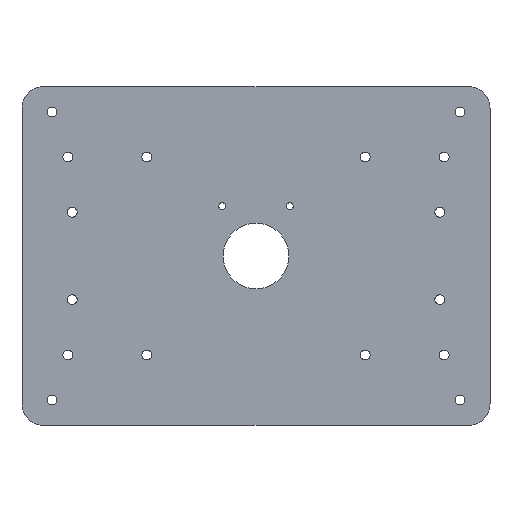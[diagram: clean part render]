
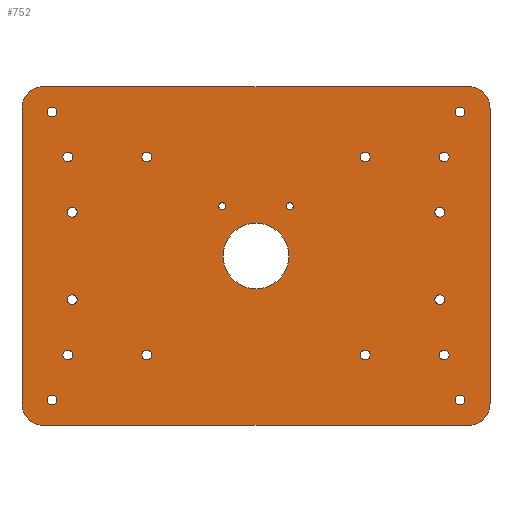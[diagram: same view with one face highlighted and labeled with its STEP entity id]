
A CAD part, top view. The second image highlights one B-rep face of the part: STEP entity #752.
In plain terms, the highlighted planar face has unit normal (0, 0, 1).
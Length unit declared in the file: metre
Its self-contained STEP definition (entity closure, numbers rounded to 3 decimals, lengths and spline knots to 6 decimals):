
#17=PLANE('',#862);
#20=LINE('',#1246,#36);
#24=LINE('',#1258,#40);
#30=LINE('',#1284,#46);
#32=LINE('',#1288,#48);
#36=VECTOR('',#1025,1.);
#40=VECTOR('',#1037,1.);
#46=VECTOR('',#1063,1.);
#48=VECTOR('',#1067,1.);
#176=ORIENTED_EDGE('',*,*,#300,.F.);
#177=ORIENTED_EDGE('',*,*,#301,.F.);
#178=ORIENTED_EDGE('',*,*,#302,.F.);
#179=ORIENTED_EDGE('',*,*,#303,.F.);
#180=ORIENTED_EDGE('',*,*,#297,.T.);
#181=ORIENTED_EDGE('',*,*,#273,.F.);
#182=ORIENTED_EDGE('',*,*,#276,.T.);
#183=ORIENTED_EDGE('',*,*,#280,.F.);
#184=ORIENTED_EDGE('',*,*,#282,.T.);
#185=ORIENTED_EDGE('',*,*,#286,.F.);
#186=ORIENTED_EDGE('',*,*,#295,.T.);
#187=ORIENTED_EDGE('',*,*,#299,.F.);
#188=ORIENTED_EDGE('',*,*,#271,.F.);
#189=ORIENTED_EDGE('',*,*,#270,.T.);
#190=ORIENTED_EDGE('',*,*,#267,.T.);
#191=ORIENTED_EDGE('',*,*,#264,.T.);
#192=ORIENTED_EDGE('',*,*,#261,.T.);
#193=ORIENTED_EDGE('',*,*,#258,.T.);
#194=ORIENTED_EDGE('',*,*,#255,.T.);
#195=ORIENTED_EDGE('',*,*,#304,.T.);
#196=ORIENTED_EDGE('',*,*,#305,.T.);
#197=ORIENTED_EDGE('',*,*,#306,.T.);
#198=ORIENTED_EDGE('',*,*,#307,.T.);
#199=ORIENTED_EDGE('',*,*,#308,.T.);
#200=ORIENTED_EDGE('',*,*,#309,.T.);
#201=ORIENTED_EDGE('',*,*,#310,.T.);
#202=ORIENTED_EDGE('',*,*,#311,.T.);
#255=EDGE_CURVE('',#336,#336,#409,.T.);
#258=EDGE_CURVE('',#339,#339,#412,.T.);
#261=EDGE_CURVE('',#342,#342,#415,.T.);
#264=EDGE_CURVE('',#345,#345,#418,.T.);
#267=EDGE_CURVE('',#348,#348,#421,.T.);
#270=EDGE_CURVE('',#351,#351,#424,.T.);
#271=EDGE_CURVE('',#352,#352,#425,.T.);
#273=EDGE_CURVE('',#353,#355,#426,.T.);
#276=EDGE_CURVE('',#353,#357,#20,.T.);
#280=EDGE_CURVE('',#359,#357,#428,.T.);
#282=EDGE_CURVE('',#359,#361,#24,.T.);
#286=EDGE_CURVE('',#363,#361,#430,.T.);
#295=EDGE_CURVE('',#363,#371,#30,.T.);
#297=EDGE_CURVE('',#372,#355,#32,.T.);
#299=EDGE_CURVE('',#372,#371,#437,.T.);
#300=EDGE_CURVE('',#373,#373,#438,.F.);
#301=EDGE_CURVE('',#374,#374,#439,.F.);
#302=EDGE_CURVE('',#375,#375,#440,.F.);
#303=EDGE_CURVE('',#376,#376,#441,.F.);
#304=EDGE_CURVE('',#377,#377,#442,.T.);
#305=EDGE_CURVE('',#378,#378,#443,.T.);
#306=EDGE_CURVE('',#379,#379,#444,.T.);
#307=EDGE_CURVE('',#380,#380,#445,.T.);
#308=EDGE_CURVE('',#381,#381,#446,.T.);
#309=EDGE_CURVE('',#382,#382,#447,.T.);
#310=EDGE_CURVE('',#383,#383,#448,.T.);
#311=EDGE_CURVE('',#384,#384,#449,.T.);
#336=VERTEX_POINT('',#1192);
#339=VERTEX_POINT('',#1200);
#342=VERTEX_POINT('',#1208);
#345=VERTEX_POINT('',#1216);
#348=VERTEX_POINT('',#1224);
#351=VERTEX_POINT('',#1232);
#352=VERTEX_POINT('',#1235);
#353=VERTEX_POINT('',#1238);
#355=VERTEX_POINT('',#1241);
#357=VERTEX_POINT('',#1247);
#359=VERTEX_POINT('',#1253);
#361=VERTEX_POINT('',#1259);
#363=VERTEX_POINT('',#1265);
#371=VERTEX_POINT('',#1285);
#372=VERTEX_POINT('',#1289);
#373=VERTEX_POINT('',#1295);
#374=VERTEX_POINT('',#1297);
#375=VERTEX_POINT('',#1299);
#376=VERTEX_POINT('',#1301);
#377=VERTEX_POINT('',#1303);
#378=VERTEX_POINT('',#1305);
#379=VERTEX_POINT('',#1307);
#380=VERTEX_POINT('',#1309);
#381=VERTEX_POINT('',#1311);
#382=VERTEX_POINT('',#1313);
#383=VERTEX_POINT('',#1315);
#384=VERTEX_POINT('',#1317);
#409=CIRCLE('',#813,0.0016);
#412=CIRCLE('',#818,0.0016);
#415=CIRCLE('',#823,0.00225);
#418=CIRCLE('',#828,0.00225);
#421=CIRCLE('',#833,0.00225);
#424=CIRCLE('',#838,0.00225);
#425=CIRCLE('',#840,0.015);
#426=CIRCLE('',#842,0.01);
#428=CIRCLE('',#846,0.01);
#430=CIRCLE('',#850,0.01);
#437=CIRCLE('',#861,0.01);
#438=CIRCLE('',#863,0.00225);
#439=CIRCLE('',#864,0.00225);
#440=CIRCLE('',#865,0.00225);
#441=CIRCLE('',#866,0.00225);
#442=CIRCLE('',#867,0.00225);
#443=CIRCLE('',#868,0.00225);
#444=CIRCLE('',#869,0.00225);
#445=CIRCLE('',#870,0.00225);
#446=CIRCLE('',#871,0.00225);
#447=CIRCLE('',#872,0.00225);
#448=CIRCLE('',#873,0.00225);
#449=CIRCLE('',#874,0.00225);
#526=EDGE_LOOP('',(#176));
#527=EDGE_LOOP('',(#177));
#528=EDGE_LOOP('',(#178));
#529=EDGE_LOOP('',(#179));
#530=EDGE_LOOP('',(#180,#181,#182,#183,#184,#185,#186,#187));
#531=EDGE_LOOP('',(#188));
#532=EDGE_LOOP('',(#189));
#533=EDGE_LOOP('',(#190));
#534=EDGE_LOOP('',(#191));
#535=EDGE_LOOP('',(#192));
#536=EDGE_LOOP('',(#193));
#537=EDGE_LOOP('',(#194));
#538=EDGE_LOOP('',(#195));
#539=EDGE_LOOP('',(#196));
#540=EDGE_LOOP('',(#197));
#541=EDGE_LOOP('',(#198));
#542=EDGE_LOOP('',(#199));
#543=EDGE_LOOP('',(#200));
#544=EDGE_LOOP('',(#201));
#545=EDGE_LOOP('',(#202));
#650=FACE_BOUND('',#526,.T.);
#651=FACE_BOUND('',#527,.T.);
#652=FACE_BOUND('',#528,.T.);
#653=FACE_BOUND('',#529,.T.);
#654=FACE_BOUND('',#530,.T.);
#655=FACE_BOUND('',#531,.T.);
#656=FACE_BOUND('',#532,.T.);
#657=FACE_BOUND('',#533,.T.);
#658=FACE_BOUND('',#534,.T.);
#659=FACE_BOUND('',#535,.T.);
#660=FACE_BOUND('',#536,.T.);
#661=FACE_BOUND('',#537,.T.);
#662=FACE_BOUND('',#538,.T.);
#663=FACE_BOUND('',#539,.T.);
#664=FACE_BOUND('',#540,.T.);
#665=FACE_BOUND('',#541,.T.);
#666=FACE_BOUND('',#542,.T.);
#667=FACE_BOUND('',#543,.T.);
#668=FACE_BOUND('',#544,.T.);
#669=FACE_BOUND('',#545,.T.);
#752=ADVANCED_FACE('',(#650,#651,#652,#653,#654,#655,#656,#657,#658,#659,
#660,#661,#662,#663,#664,#665,#666,#667,#668,#669),#17,.F.);
#813=AXIS2_PLACEMENT_3D('',#1191,#959,#960);
#818=AXIS2_PLACEMENT_3D('',#1199,#969,#970);
#823=AXIS2_PLACEMENT_3D('',#1207,#979,#980);
#828=AXIS2_PLACEMENT_3D('',#1215,#989,#990);
#833=AXIS2_PLACEMENT_3D('',#1223,#999,#1000);
#838=AXIS2_PLACEMENT_3D('',#1231,#1009,#1010);
#840=AXIS2_PLACEMENT_3D('',#1234,#1013,#1014);
#842=AXIS2_PLACEMENT_3D('',#1240,#1018,#1019);
#846=AXIS2_PLACEMENT_3D('',#1255,#1031,#1032);
#850=AXIS2_PLACEMENT_3D('',#1267,#1043,#1044);
#861=AXIS2_PLACEMENT_3D('',#1292,#1071,#1072);
#862=AXIS2_PLACEMENT_3D('',#1293,#1073,#1074);
#863=AXIS2_PLACEMENT_3D('',#1294,#1075,#1076);
#864=AXIS2_PLACEMENT_3D('',#1296,#1077,#1078);
#865=AXIS2_PLACEMENT_3D('',#1298,#1079,#1080);
#866=AXIS2_PLACEMENT_3D('',#1300,#1081,#1082);
#867=AXIS2_PLACEMENT_3D('',#1302,#1083,#1084);
#868=AXIS2_PLACEMENT_3D('',#1304,#1085,#1086);
#869=AXIS2_PLACEMENT_3D('',#1306,#1087,#1088);
#870=AXIS2_PLACEMENT_3D('',#1308,#1089,#1090);
#871=AXIS2_PLACEMENT_3D('',#1310,#1091,#1092);
#872=AXIS2_PLACEMENT_3D('',#1312,#1093,#1094);
#873=AXIS2_PLACEMENT_3D('',#1314,#1095,#1096);
#874=AXIS2_PLACEMENT_3D('',#1316,#1097,#1098);
#959=DIRECTION('',(0.,0.,-1.));
#960=DIRECTION('',(-1.,0.,0.));
#969=DIRECTION('',(0.,0.,-1.));
#970=DIRECTION('',(-1.,0.,0.));
#979=DIRECTION('',(0.,0.,-1.));
#980=DIRECTION('',(-1.,0.,0.));
#989=DIRECTION('',(0.,0.,-1.));
#990=DIRECTION('',(-1.,0.,0.));
#999=DIRECTION('',(0.,0.,-1.));
#1000=DIRECTION('',(-1.,0.,0.));
#1009=DIRECTION('',(0.,0.,-1.));
#1010=DIRECTION('',(-1.,0.,0.));
#1013=DIRECTION('',(0.,0.,1.));
#1014=DIRECTION('',(1.,0.,0.));
#1018=DIRECTION('',(0.,0.,-1.));
#1019=DIRECTION('',(-1.,0.,0.));
#1025=DIRECTION('',(-1.,0.,0.));
#1031=DIRECTION('',(0.,0.,-1.));
#1032=DIRECTION('',(-1.,0.,0.));
#1037=DIRECTION('',(0.,-1.,0.));
#1043=DIRECTION('',(0.,0.,-1.));
#1044=DIRECTION('',(-1.,0.,0.));
#1063=DIRECTION('',(1.,0.,0.));
#1067=DIRECTION('',(0.,1.,0.));
#1071=DIRECTION('',(0.,0.,-1.));
#1072=DIRECTION('',(-1.,0.,0.));
#1073=DIRECTION('',(0.,0.,-1.));
#1074=DIRECTION('',(0.,1.,0.));
#1075=DIRECTION('',(0.,0.,-1.));
#1076=DIRECTION('',(-1.,0.,0.));
#1077=DIRECTION('',(0.,0.,-1.));
#1078=DIRECTION('',(-1.,0.,0.));
#1079=DIRECTION('',(0.,0.,-1.));
#1080=DIRECTION('',(-1.,0.,0.));
#1081=DIRECTION('',(0.,0.,-1.));
#1082=DIRECTION('',(-1.,0.,0.));
#1083=DIRECTION('',(0.,0.,-1.));
#1084=DIRECTION('',(-1.,0.,0.));
#1085=DIRECTION('',(0.,0.,-1.));
#1086=DIRECTION('',(-1.,0.,0.));
#1087=DIRECTION('',(0.,0.,-1.));
#1088=DIRECTION('',(-1.,0.,0.));
#1089=DIRECTION('',(0.,0.,-1.));
#1090=DIRECTION('',(-1.,0.,0.));
#1091=DIRECTION('',(0.,0.,-1.));
#1092=DIRECTION('',(-1.,0.,0.));
#1093=DIRECTION('',(0.,0.,-1.));
#1094=DIRECTION('',(-1.,0.,0.));
#1095=DIRECTION('',(0.,0.,-1.));
#1096=DIRECTION('',(-1.,0.,0.));
#1097=DIRECTION('',(0.,0.,-1.));
#1098=DIRECTION('',(-1.,0.,0.));
#1191=CARTESIAN_POINT('',(0.0155,0.02275,0.));
#1192=CARTESIAN_POINT('',(0.0139,0.02275,0.));
#1199=CARTESIAN_POINT('',(-0.0155,0.02275,0.));
#1200=CARTESIAN_POINT('',(-0.0171,0.02275,0.));
#1207=CARTESIAN_POINT('',(-0.084056,-0.02,0.));
#1208=CARTESIAN_POINT('',(-0.086306,-0.02,0.));
#1215=CARTESIAN_POINT('',(-0.084056,0.02,0.));
#1216=CARTESIAN_POINT('',(-0.086306,0.02,0.));
#1223=CARTESIAN_POINT('',(0.084056,0.02,0.));
#1224=CARTESIAN_POINT('',(0.081806,0.02,0.));
#1231=CARTESIAN_POINT('',(0.084056,-0.02,0.));
#1232=CARTESIAN_POINT('',(0.081806,-0.02,0.));
#1234=CARTESIAN_POINT('',(0.,0.,0.));
#1235=CARTESIAN_POINT('',(0.015,0.,0.));
#1238=CARTESIAN_POINT('',(0.097,0.0775,0.));
#1240=CARTESIAN_POINT('',(0.097,0.0675,0.));
#1241=CARTESIAN_POINT('',(0.107,0.0675,0.));
#1246=CARTESIAN_POINT('',(0.,0.0775,0.));
#1247=CARTESIAN_POINT('',(-0.097,0.0775,0.));
#1253=CARTESIAN_POINT('',(-0.107,0.0675,0.));
#1255=CARTESIAN_POINT('',(-0.097,0.0675,0.));
#1258=CARTESIAN_POINT('',(-0.107,0.,0.));
#1259=CARTESIAN_POINT('',(-0.107,-0.0675,0.));
#1265=CARTESIAN_POINT('',(-0.097,-0.0775,0.));
#1267=CARTESIAN_POINT('',(-0.097,-0.0675,0.));
#1284=CARTESIAN_POINT('',(0.,-0.0775,0.));
#1285=CARTESIAN_POINT('',(0.097,-0.0775,0.));
#1288=CARTESIAN_POINT('',(0.107,0.,0.));
#1289=CARTESIAN_POINT('',(0.107,-0.0675,0.));
#1292=CARTESIAN_POINT('',(0.097,-0.0675,0.));
#1293=CARTESIAN_POINT('',(0.097,0.0675,0.));
#1294=CARTESIAN_POINT('',(-0.093314,0.065834,0.));
#1295=CARTESIAN_POINT('',(-0.095564,0.065834,0.));
#1296=CARTESIAN_POINT('',(0.093314,0.065834,0.));
#1297=CARTESIAN_POINT('',(0.091064,0.065834,0.));
#1298=CARTESIAN_POINT('',(0.093314,-0.065834,0.));
#1299=CARTESIAN_POINT('',(0.091064,-0.065834,0.));
#1300=CARTESIAN_POINT('',(-0.093314,-0.065834,0.));
#1301=CARTESIAN_POINT('',(-0.095564,-0.065834,0.));
#1302=CARTESIAN_POINT('',(-0.08605,0.0453,0.));
#1303=CARTESIAN_POINT('',(-0.0883,0.0453,0.));
#1304=CARTESIAN_POINT('',(-0.08605,-0.0453,0.));
#1305=CARTESIAN_POINT('',(-0.0883,-0.0453,0.));
#1306=CARTESIAN_POINT('',(-0.04995,-0.0453,0.));
#1307=CARTESIAN_POINT('',(-0.0522,-0.0453,0.));
#1308=CARTESIAN_POINT('',(0.04995,-0.0453,0.));
#1309=CARTESIAN_POINT('',(0.0477,-0.0453,0.));
#1310=CARTESIAN_POINT('',(0.08605,-0.0453,0.));
#1311=CARTESIAN_POINT('',(0.0838,-0.0453,0.));
#1312=CARTESIAN_POINT('',(0.08605,0.0453,0.));
#1313=CARTESIAN_POINT('',(0.0838,0.0453,0.));
#1314=CARTESIAN_POINT('',(0.04995,0.0453,0.));
#1315=CARTESIAN_POINT('',(0.0477,0.0453,0.));
#1316=CARTESIAN_POINT('',(-0.04995,0.0453,0.));
#1317=CARTESIAN_POINT('',(-0.0522,0.0453,0.));
